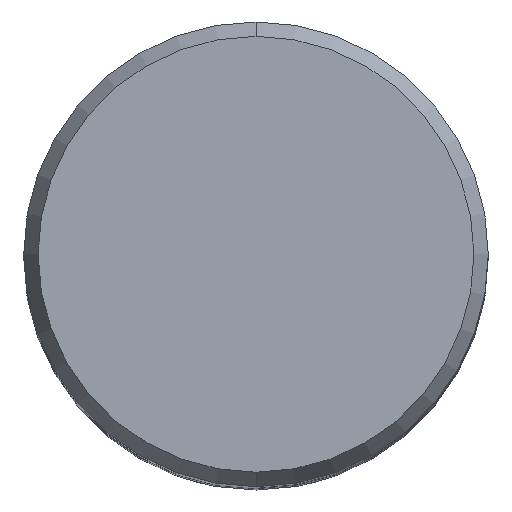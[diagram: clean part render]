
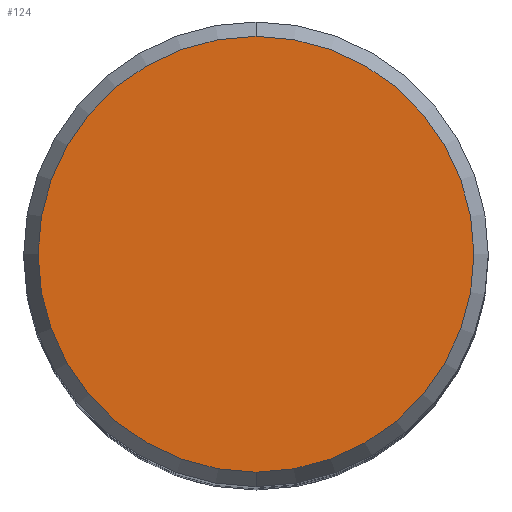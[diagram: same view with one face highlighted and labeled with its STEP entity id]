
A CAD part, top view. The second image highlights one B-rep face of the part: STEP entity #124.
In plain terms, the highlighted planar face has unit normal (0, 0, 1).
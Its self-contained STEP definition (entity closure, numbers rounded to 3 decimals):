
#124=ADVANCED_FACE('',(#256),#257,.T.);
#134=VERTEX_POINT('',#267);
#136=VERTEX_POINT('',#269);
#180=EDGE_CURVE('',#134,#136,#319,.T.);
#184=EDGE_CURVE('',#136,#134,#324,.T.);
#256=FACE_OUTER_BOUND('',#400,.T.);
#257=PLANE('',#401);
#267=CARTESIAN_POINT('',(0.,-10.425,0.01));
#269=CARTESIAN_POINT('',(0.0,10.425,0.01));
#319=CIRCLE('',#475,10.425);
#324=CIRCLE('',#481,10.425);
#400=EDGE_LOOP('',(#565,#566));
#401=AXIS2_PLACEMENT_3D('',#567,#568,#569);
#475=AXIS2_PLACEMENT_3D('',#634,#635,#636);
#481=AXIS2_PLACEMENT_3D('',#645,#646,#647);
#565=ORIENTED_EDGE('',*,*,#184,.F.);
#566=ORIENTED_EDGE('',*,*,#180,.F.);
#567=CARTESIAN_POINT('',(0.0,5.212,0.01));
#568=DIRECTION('',(-0.0,0.0,1.0));
#569=DIRECTION('',(0.0,-1.0,0.0));
#634=CARTESIAN_POINT('',(0.0,0.0,0.01));
#635=DIRECTION('',(0.0,0.0,-1.0));
#636=DIRECTION('',(0.0,1.0,0.0));
#645=CARTESIAN_POINT('',(0.0,0.0,0.01));
#646=DIRECTION('',(0.0,0.0,-1.0));
#647=DIRECTION('',(0.0,1.0,0.0));
